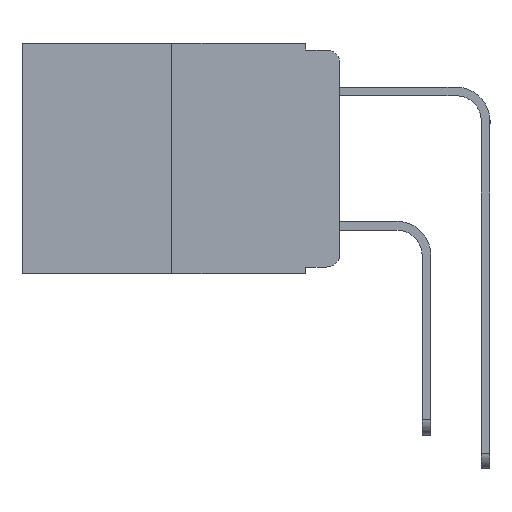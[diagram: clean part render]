
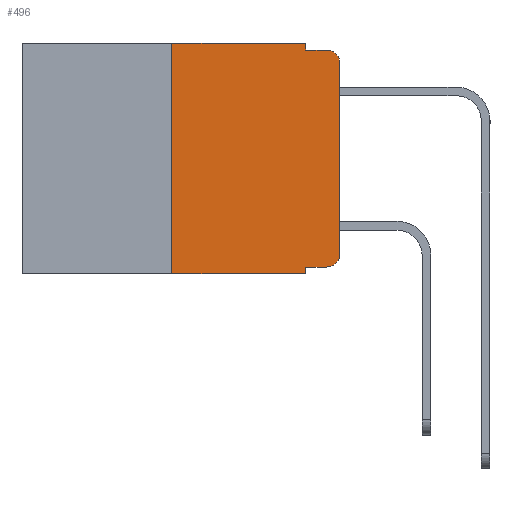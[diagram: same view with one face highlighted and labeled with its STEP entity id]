
A CAD part, left-side view. The second image highlights one B-rep face of the part: STEP entity #496.
In plain terms, the highlighted planar face has unit normal (-1, 0, 0).
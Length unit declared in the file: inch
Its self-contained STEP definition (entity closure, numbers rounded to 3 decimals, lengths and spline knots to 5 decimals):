
#300 = CARTESIAN_POINT ( 'NONE',  ( 0., 0.25, -0.343 ) ) ;
#496 = ADVANCED_FACE ( 'NONE', ( #16401 ), #15154, .F. ) ;
#524 = VECTOR ( 'NONE', #11541, 39.37008 ) ;
#737 = VECTOR ( 'NONE', #10122, 39.37008 ) ;
#855 = CARTESIAN_POINT ( 'NONE',  ( 0., 0.473, -0.343 ) ) ;
#934 = EDGE_CURVE ( 'NONE', #11584, #12284, #7724, .T. ) ;
#959 = LINE ( 'NONE', #6342, #524 ) ;
#1104 = ORIENTED_EDGE ( 'NONE', *, *, #2810, .F. ) ;
#1455 = CARTESIAN_POINT ( 'NONE',  ( 0., 0., -0.313 ) ) ;
#1878 = EDGE_CURVE ( 'NONE', #7598, #13741, #3274, .T. ) ;
#2335 = VERTEX_POINT ( 'NONE', #14490 ) ;
#2562 = AXIS2_PLACEMENT_3D ( 'NONE', #15487, #7883, #16665 ) ;
#2639 = VERTEX_POINT ( 'NONE', #6288 ) ;
#2810 = EDGE_CURVE ( 'NONE', #13741, #12976, #15744, .T. ) ;
#2908 = CARTESIAN_POINT ( 'NONE',  ( 0., 0., -0.03 ) ) ;
#3274 = LINE ( 'NONE', #11906, #13072 ) ;
#3426 = VECTOR ( 'NONE', #14596, 39.37008 ) ;
#3515 = AXIS2_PLACEMENT_3D ( 'NONE', #6211, #15170, #7545 ) ;
#3646 = DIRECTION ( 'NONE',  ( 0., -1., 0. ) ) ;
#3727 = EDGE_CURVE ( 'NONE', #12220, #12976, #4583, .T. ) ;
#3817 = VECTOR ( 'NONE', #3646, 39.37008 ) ;
#4124 = ORIENTED_EDGE ( 'NONE', *, *, #16700, .F. ) ;
#4368 = LINE ( 'NONE', #5434, #14122 ) ;
#4497 = ORIENTED_EDGE ( 'NONE', *, *, #15121, .T. ) ;
#4563 = EDGE_CURVE ( 'NONE', #12129, #12220, #4368, .T. ) ;
#4583 = CIRCLE ( 'NONE', #2562, 0.02 ) ;
#4635 = CARTESIAN_POINT ( 'NONE',  ( 0., 0.25, 0. ) ) ;
#5328 = CARTESIAN_POINT ( 'NONE',  ( 0., 0.051, 0. ) ) ;
#5434 = CARTESIAN_POINT ( 'NONE',  ( 0., 0., 0. ) ) ;
#5627 = DIRECTION ( 'NONE',  ( 1., 0., 0. ) ) ;
#5644 = CARTESIAN_POINT ( 'NONE',  ( 0., 0.473, 0. ) ) ;
#5902 = DIRECTION ( 'NONE',  ( 0., 0., -1. ) ) ;
#6211 = CARTESIAN_POINT ( 'NONE',  ( 0., 0.02, -0.313 ) ) ;
#6288 = CARTESIAN_POINT ( 'NONE',  ( 0., 0.051, -0.343 ) ) ;
#6342 = CARTESIAN_POINT ( 'NONE',  ( 0., 0.473, 0. ) ) ;
#6601 = AXIS2_PLACEMENT_3D ( 'NONE', #5644, #5627, #5902 ) ;
#6625 = ORIENTED_EDGE ( 'NONE', *, *, #8802, .T. ) ;
#6826 = ORIENTED_EDGE ( 'NONE', *, *, #3727, .T. ) ;
#6920 = CARTESIAN_POINT ( 'NONE',  ( 0., 0.051, -0.01 ) ) ;
#7110 = DIRECTION ( 'NONE',  ( 0., 0., -1. ) ) ;
#7161 = LINE ( 'NONE', #855, #3817 ) ;
#7545 = DIRECTION ( 'NONE',  ( 0., 0., -1. ) ) ;
#7598 = VERTEX_POINT ( 'NONE', #5328 ) ;
#7724 = LINE ( 'NONE', #4635, #737 ) ;
#7883 = DIRECTION ( 'NONE',  ( -1., 0., 0. ) ) ;
#8644 = LINE ( 'NONE', #10345, #15354 ) ;
#8802 = EDGE_CURVE ( 'NONE', #11584, #2639, #7161, .T. ) ;
#9337 = DIRECTION ( 'NONE',  ( 0., 0., 1. ) ) ;
#9516 = CARTESIAN_POINT ( 'NONE',  ( 0., 0.051, -0.01 ) ) ;
#10122 = DIRECTION ( 'NONE',  ( 0., 0., 1. ) ) ;
#10345 = CARTESIAN_POINT ( 'NONE',  ( 0., 0.051, -0.333 ) ) ;
#10439 = VERTEX_POINT ( 'NONE', #13347 ) ;
#10700 = EDGE_CURVE ( 'NONE', #12284, #7598, #959, .T. ) ;
#11541 = DIRECTION ( 'NONE',  ( 0., -1., 0. ) ) ;
#11584 = VERTEX_POINT ( 'NONE', #300 ) ;
#11906 = CARTESIAN_POINT ( 'NONE',  ( 0., 0.051, 0. ) ) ;
#12129 = VERTEX_POINT ( 'NONE', #1455 ) ;
#12220 = VERTEX_POINT ( 'NONE', #2908 ) ;
#12284 = VERTEX_POINT ( 'NONE', #13328 ) ;
#12976 = VERTEX_POINT ( 'NONE', #15743 ) ;
#13072 = VECTOR ( 'NONE', #7110, 39.37008 ) ;
#13328 = CARTESIAN_POINT ( 'NONE',  ( 0., 0.25, 0. ) ) ;
#13347 = CARTESIAN_POINT ( 'NONE',  ( 0., 0.051, -0.333 ) ) ;
#13741 = VERTEX_POINT ( 'NONE', #9516 ) ;
#14122 = VECTOR ( 'NONE', #9337, 39.37008 ) ;
#14132 = DIRECTION ( 'NONE',  ( 0., 0., -1. ) ) ;
#14164 = CIRCLE ( 'NONE', #3515, 0.02 ) ;
#14256 = ORIENTED_EDGE ( 'NONE', *, *, #15924, .T. ) ;
#14490 = CARTESIAN_POINT ( 'NONE',  ( 0., 0.02, -0.333 ) ) ;
#14596 = DIRECTION ( 'NONE',  ( 0., -1., 0. ) ) ;
#14773 = EDGE_LOOP ( 'NONE', ( #16533, #6826, #1104, #15249, #15624, #15991, #6625, #4124, #14256, #4497 ) ) ;
#15121 = EDGE_CURVE ( 'NONE', #2335, #12129, #14164, .T. ) ;
#15154 = PLANE ( 'NONE',  #6601 ) ;
#15170 = DIRECTION ( 'NONE',  ( -1., 0., 0. ) ) ;
#15249 = ORIENTED_EDGE ( 'NONE', *, *, #1878, .F. ) ;
#15354 = VECTOR ( 'NONE', #16546, 39.37008 ) ;
#15404 = CARTESIAN_POINT ( 'NONE',  ( 0., 0.051, 0. ) ) ;
#15487 = CARTESIAN_POINT ( 'NONE',  ( 0., 0.02, -0.03 ) ) ;
#15624 = ORIENTED_EDGE ( 'NONE', *, *, #10700, .F. ) ;
#15743 = CARTESIAN_POINT ( 'NONE',  ( 0., 0.02, -0.01 ) ) ;
#15744 = LINE ( 'NONE', #6920, #3426 ) ;
#15924 = EDGE_CURVE ( 'NONE', #10439, #2335, #8644, .T. ) ;
#15991 = ORIENTED_EDGE ( 'NONE', *, *, #934, .F. ) ;
#16262 = LINE ( 'NONE', #15404, #16623 ) ;
#16401 = FACE_OUTER_BOUND ( 'NONE', #14773, .T. ) ;
#16533 = ORIENTED_EDGE ( 'NONE', *, *, #4563, .T. ) ;
#16546 = DIRECTION ( 'NONE',  ( 0., -1., 0. ) ) ;
#16623 = VECTOR ( 'NONE', #14132, 39.37008 ) ;
#16665 = DIRECTION ( 'NONE',  ( 0., 0., -1. ) ) ;
#16700 = EDGE_CURVE ( 'NONE', #10439, #2639, #16262, .T. ) ;
